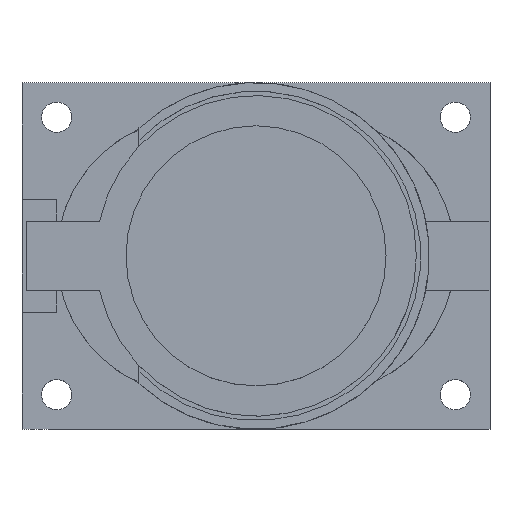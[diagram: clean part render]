
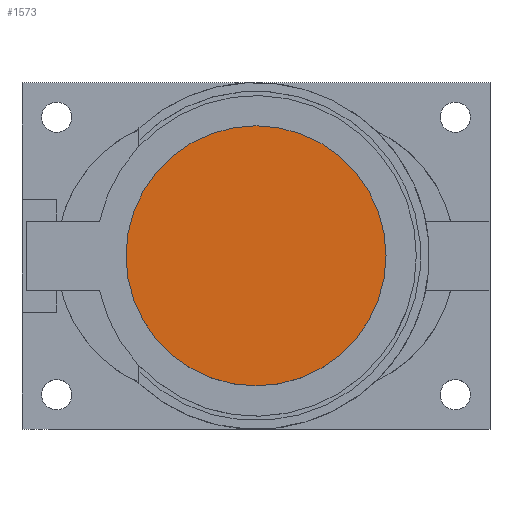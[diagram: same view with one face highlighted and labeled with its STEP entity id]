
A CAD part, top view. The second image highlights one B-rep face of the part: STEP entity #1573.
In plain terms, the highlighted planar face has unit normal (0, 0, 1).
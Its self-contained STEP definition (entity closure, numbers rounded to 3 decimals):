
#125=PLANE('',#1727);
#520=VERTEX_POINT('',#2756);
#596=CIRCLE('',#1726,7.5);
#816=EDGE_CURVE('',#520,#520,#596,.T.);
#1248=ORIENTED_EDGE('',*,*,#816,.F.);
#1369=EDGE_LOOP('',(#1248));
#1484=FACE_BOUND('',#1369,.T.);
#1573=ADVANCED_FACE('',(#1484),#125,.T.);
#1726=AXIS2_PLACEMENT_3D('',#2755,#2102,#2103);
#1727=AXIS2_PLACEMENT_3D('',#2757,#2104,$);
#2102=DIRECTION('',(0.,0.,-1.));
#2103=DIRECTION('',(7.5,0.,0.));
#2104=DIRECTION('',(0.,0.,1.));
#2755=CARTESIAN_POINT('',(0.,0.,3.75));
#2756=CARTESIAN_POINT('',(7.5,0.,3.75));
#2757=CARTESIAN_POINT('',(0.,0.,3.75));
